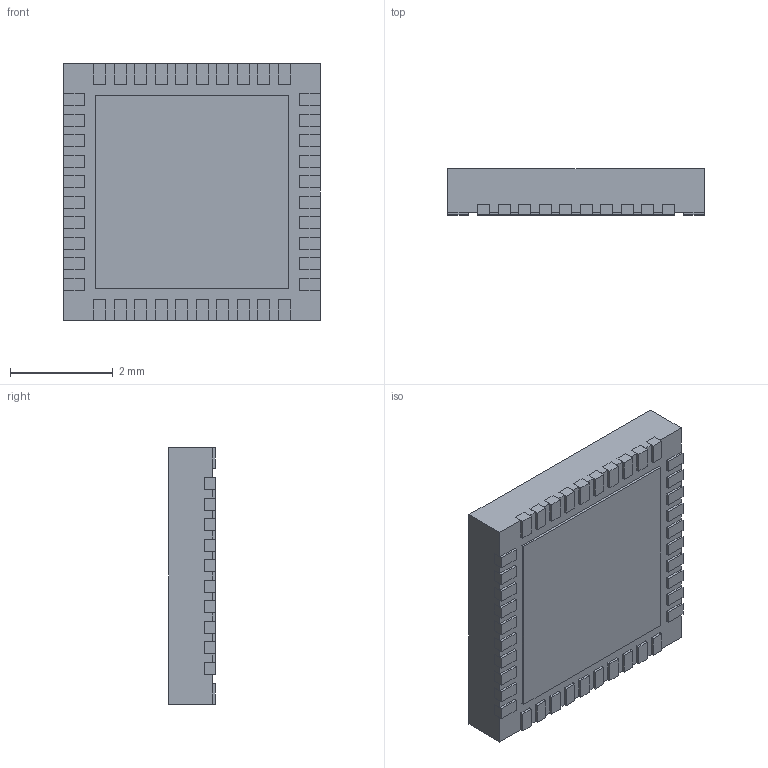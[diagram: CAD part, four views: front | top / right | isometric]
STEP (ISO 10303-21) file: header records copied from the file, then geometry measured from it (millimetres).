
FILE_DESCRIPTION (( 'STEP AP214' ), '1' );
FILE_NAME ('MC32PF1550A6EP.STEP', '2020-12-18T08:58:51', ( '' ), ( '' ), 'SwSTEP 2.0', 'SolidWorks 2018', '' );
FILE_SCHEMA (( 'AUTOMOTIVE_DESIGN' ));
Length unit declared in the file: millimetre
Products named in the file (1): MC32PF1550A6EP
Bounding box: 5 x 0.9 x 5 mm (x, y, z)
Volume: 22.2 mm3; surface area: 123.4 mm2
Topology: 42 solids, 42 shells, 417 faces, 996 edges, 664 vertices
Faces by surface type: plane 417
Entity records: 12213 total; most frequent: CARTESIAN_POINT 2078, ORIENTED_EDGE 1992, DIRECTION 1832, VECTOR 996, EDGE_CURVE 996, LINE 996, VERTEX_POINT 664, AXIS2_PLACEMENT_3D 418
